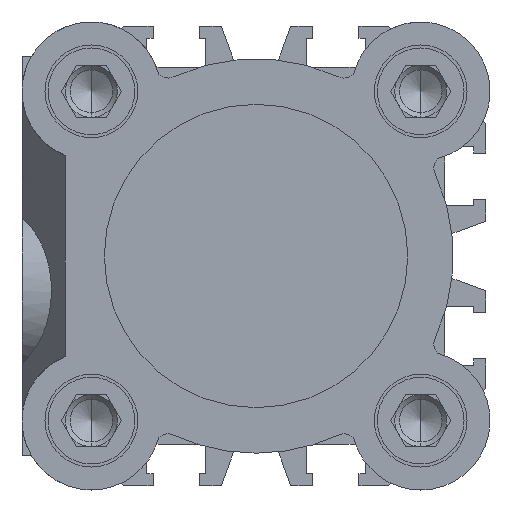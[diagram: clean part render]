
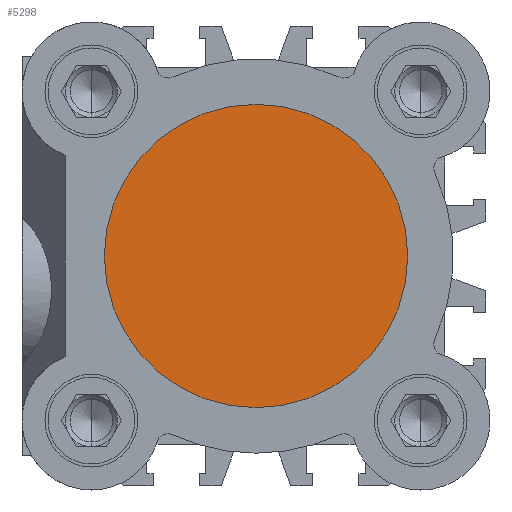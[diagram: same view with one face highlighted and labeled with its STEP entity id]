
A CAD part, left-side view. The second image highlights one B-rep face of the part: STEP entity #5298.
In plain terms, the highlighted face is planar.
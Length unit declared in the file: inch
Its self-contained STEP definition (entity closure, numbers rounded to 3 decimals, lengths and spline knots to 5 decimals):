
#355 = DIRECTION ( 'NONE',  ( 0., 0., 1. ) ) ;
#433 = DIRECTION ( 'NONE',  ( 0., 0., 1. ) ) ;
#592 = AXIS2_PLACEMENT_3D ( 'NONE', #12405, #6477, #355 ) ;
#1260 = AXIS2_PLACEMENT_3D ( 'NONE', #12474, #6551, #433 ) ;
#1362 = CIRCLE ( 'NONE', #592, 0.68898 ) ;
#2122 = PLANE ( 'NONE',  #10906 ) ;
#3163 = CARTESIAN_POINT ( 'NONE',  ( 0.15748, 0.68898, 0. ) ) ;
#4349 = ORIENTED_EDGE ( 'NONE', *, *, #10870, .F. ) ;
#4803 = EDGE_LOOP ( 'NONE', ( #4349, #12035 ) ) ;
#5298 = ADVANCED_FACE ( 'NONE', ( #5798 ), #2122, .F. ) ;
#5798 = FACE_OUTER_BOUND ( 'NONE', #4803, .T. ) ;
#5954 = CARTESIAN_POINT ( 'NONE',  ( 0.15748, 0., 0.68898 ) ) ;
#6203 = DIRECTION ( 'NONE',  ( 0., 0., 1. ) ) ;
#6477 = DIRECTION ( 'NONE',  ( -1., 0., 0. ) ) ;
#6551 = DIRECTION ( 'NONE',  ( -1., 0., 0. ) ) ;
#8066 = CIRCLE ( 'NONE', #1260, 0.68898 ) ;
#10870 = EDGE_CURVE ( 'NONE', #12425, #12825, #8066, .T. ) ;
#10906 = AXIS2_PLACEMENT_3D ( 'NONE', #3163, #12161, #6203 ) ;
#12035 = ORIENTED_EDGE ( 'NONE', *, *, #12743, .F. ) ;
#12161 = DIRECTION ( 'NONE',  ( -1., 0., 0. ) ) ;
#12405 = CARTESIAN_POINT ( 'NONE',  ( 0.15748, 0., 0. ) ) ;
#12425 = VERTEX_POINT ( 'NONE', #5954 ) ;
#12474 = CARTESIAN_POINT ( 'NONE',  ( 0.15748, 0., 0. ) ) ;
#12490 = CARTESIAN_POINT ( 'NONE',  ( 0.15748, 0., -0.68898 ) ) ;
#12743 = EDGE_CURVE ( 'NONE', #12825, #12425, #1362, .T. ) ;
#12825 = VERTEX_POINT ( 'NONE', #12490 ) ;
